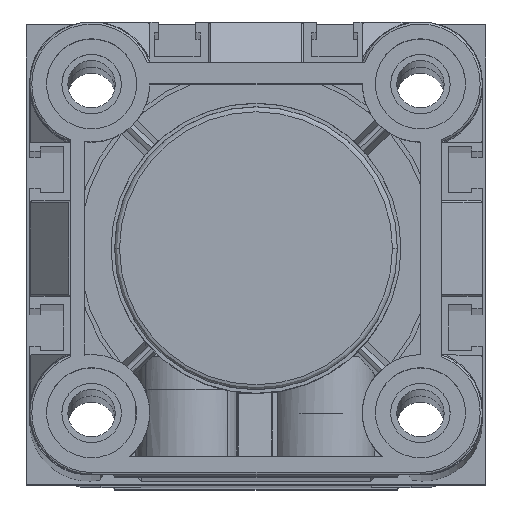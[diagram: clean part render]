
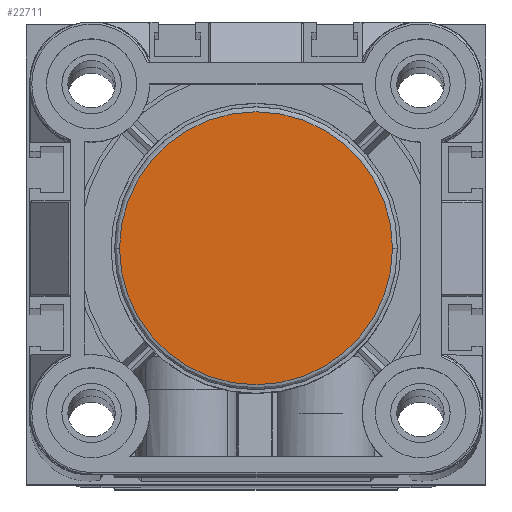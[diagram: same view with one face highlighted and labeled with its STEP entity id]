
A CAD part, top view. The second image highlights one B-rep face of the part: STEP entity #22711.
In plain terms, the highlighted face is planar.
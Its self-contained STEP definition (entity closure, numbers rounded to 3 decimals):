
#115 = FACE_OUTER_BOUND ( 'NONE', #7927, .T. ) ;
#1195 = CARTESIAN_POINT ( 'NONE',  ( 26.25, 26.25, -4. ) ) ;
#1235 = CARTESIAN_POINT ( 'NONE',  ( 0., 0., -4. ) ) ;
#3647 = DIRECTION ( 'NONE',  ( 1., 0., 0. ) ) ;
#3690 = DIRECTION ( 'NONE',  ( 1., 0., 0. ) ) ;
#3912 = EDGE_CURVE ( 'NONE', #17778, #28342, #18513, .T. ) ;
#5951 = PLANE ( 'NONE',  #19724 ) ;
#6307 = AXIS2_PLACEMENT_3D ( 'NONE', #24299, #24243, #24213 ) ;
#7385 = AXIS2_PLACEMENT_3D ( 'NONE', #1195, #18159, #3647 ) ;
#7927 = EDGE_LOOP ( 'NONE', ( #14428, #18762 ) ) ;
#8559 = CARTESIAN_POINT ( 'NONE',  ( 6.95, 26.25, -4. ) ) ;
#8728 = CIRCLE ( 'NONE', #7385, 19.3 ) ;
#14428 = ORIENTED_EDGE ( 'NONE', *, *, #3912, .T. ) ;
#17778 = VERTEX_POINT ( 'NONE', #23865 ) ;
#18159 = DIRECTION ( 'NONE',  ( 0., 0., -1. ) ) ;
#18203 = DIRECTION ( 'NONE',  ( 0., 0., 1. ) ) ;
#18513 = CIRCLE ( 'NONE', #6307, 19.3 ) ;
#18762 = ORIENTED_EDGE ( 'NONE', *, *, #29342, .T. ) ;
#19724 = AXIS2_PLACEMENT_3D ( 'NONE', #1235, #18203, #3690 ) ;
#22711 = ADVANCED_FACE ( 'NONE', ( #115 ), #5951, .F. ) ;
#23865 = CARTESIAN_POINT ( 'NONE',  ( 45.55, 26.25, -4. ) ) ;
#24213 = DIRECTION ( 'NONE',  ( 1., 0., 0. ) ) ;
#24243 = DIRECTION ( 'NONE',  ( 0., 0., -1. ) ) ;
#24299 = CARTESIAN_POINT ( 'NONE',  ( 26.25, 26.25, -4. ) ) ;
#28342 = VERTEX_POINT ( 'NONE', #8559 ) ;
#29342 = EDGE_CURVE ( 'NONE', #28342, #17778, #8728, .T. ) ;
